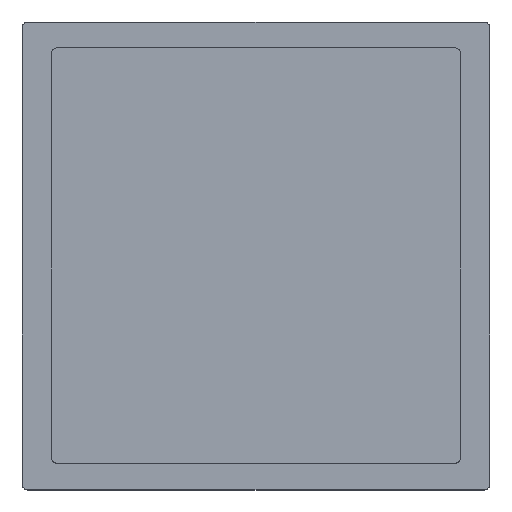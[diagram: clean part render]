
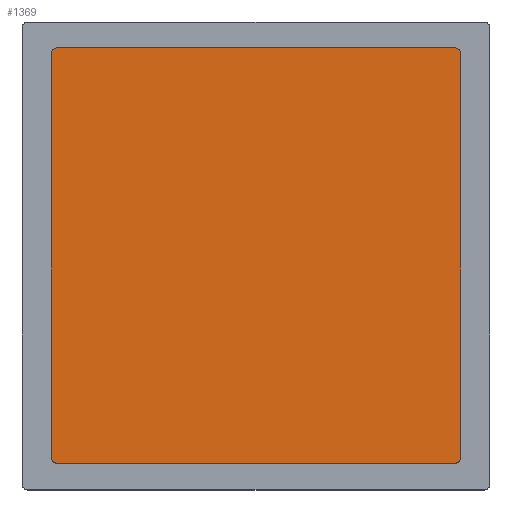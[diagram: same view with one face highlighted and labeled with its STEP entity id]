
A CAD part, top view. The second image highlights one B-rep face of the part: STEP entity #1369.
In plain terms, the highlighted planar face has unit normal (0, 0, 1).
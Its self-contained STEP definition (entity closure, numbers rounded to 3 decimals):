
#54=PLANE('',#1593);
#116=FACE_OUTER_BOUND('',#202,.T.);
#202=EDGE_LOOP('',(#993,#994,#995,#996,#997,#998,#999,#1000));
#297=LINE('',#2265,#425);
#298=LINE('',#2269,#426);
#299=LINE('',#2273,#427);
#300=LINE('',#2277,#428);
#425=VECTOR('',#1824,10.);
#426=VECTOR('',#1827,10.);
#427=VECTOR('',#1830,10.);
#428=VECTOR('',#1833,10.);
#549=CIRCLE('',#1594,1.);
#550=CIRCLE('',#1595,1.);
#551=CIRCLE('',#1596,1.);
#552=CIRCLE('',#1597,1.);
#625=VERTEX_POINT('',#2263);
#626=VERTEX_POINT('',#2264);
#627=VERTEX_POINT('',#2266);
#628=VERTEX_POINT('',#2268);
#629=VERTEX_POINT('',#2270);
#630=VERTEX_POINT('',#2272);
#631=VERTEX_POINT('',#2274);
#632=VERTEX_POINT('',#2276);
#761=EDGE_CURVE('',#625,#626,#297,.T.);
#762=EDGE_CURVE('',#627,#625,#549,.T.);
#763=EDGE_CURVE('',#628,#627,#298,.T.);
#764=EDGE_CURVE('',#629,#628,#550,.T.);
#765=EDGE_CURVE('',#630,#629,#299,.T.);
#766=EDGE_CURVE('',#631,#630,#551,.T.);
#767=EDGE_CURVE('',#632,#631,#300,.T.);
#768=EDGE_CURVE('',#626,#632,#552,.T.);
#993=ORIENTED_EDGE('',*,*,#761,.F.);
#994=ORIENTED_EDGE('',*,*,#762,.F.);
#995=ORIENTED_EDGE('',*,*,#763,.F.);
#996=ORIENTED_EDGE('',*,*,#764,.F.);
#997=ORIENTED_EDGE('',*,*,#765,.F.);
#998=ORIENTED_EDGE('',*,*,#766,.F.);
#999=ORIENTED_EDGE('',*,*,#767,.F.);
#1000=ORIENTED_EDGE('',*,*,#768,.F.);
#1369=ADVANCED_FACE('',(#116),#54,.T.);
#1593=AXIS2_PLACEMENT_3D('',#2262,#1822,#1823);
#1594=AXIS2_PLACEMENT_3D('',#2267,#1825,#1826);
#1595=AXIS2_PLACEMENT_3D('',#2271,#1828,#1829);
#1596=AXIS2_PLACEMENT_3D('',#2275,#1831,#1832);
#1597=AXIS2_PLACEMENT_3D('',#2278,#1834,#1835);
#1822=DIRECTION('center_axis',(0.,0.,1.));
#1823=DIRECTION('ref_axis',(1.,0.,0.));
#1824=DIRECTION('',(0.,1.,0.));
#1825=DIRECTION('center_axis',(0.,0.,-1.));
#1826=DIRECTION('ref_axis',(1.,0.,0.));
#1827=DIRECTION('',(-1.,0.,0.));
#1828=DIRECTION('center_axis',(0.,0.,-1.));
#1829=DIRECTION('ref_axis',(0.,1.,0.));
#1830=DIRECTION('',(0.,-1.,0.));
#1831=DIRECTION('center_axis',(0.,0.,-1.));
#1832=DIRECTION('ref_axis',(-1.,0.,0.));
#1833=DIRECTION('',(1.,0.,0.));
#1834=DIRECTION('center_axis',(0.,0.,-1.));
#1835=DIRECTION('ref_axis',(0.,-1.,0.));
#2262=CARTESIAN_POINT('Origin',(0.,0.,
46.));
#2263=CARTESIAN_POINT('',(-35.,-34.5,46.));
#2264=CARTESIAN_POINT('',(-35.,34.5,46.));
#2265=CARTESIAN_POINT('',(-35.,-34.5,46.));
#2266=CARTESIAN_POINT('',(-34.,-35.5,46.));
#2267=CARTESIAN_POINT('Origin',(-34.,-34.5,46.));
#2268=CARTESIAN_POINT('',(34.,-35.5,46.));
#2269=CARTESIAN_POINT('',(34.,-35.5,46.));
#2270=CARTESIAN_POINT('',(35.,-34.5,46.));
#2271=CARTESIAN_POINT('Origin',(34.,-34.5,46.));
#2272=CARTESIAN_POINT('',(35.,34.5,46.));
#2273=CARTESIAN_POINT('',(35.,34.5,46.));
#2274=CARTESIAN_POINT('',(34.,35.5,46.));
#2275=CARTESIAN_POINT('Origin',(34.,34.5,46.));
#2276=CARTESIAN_POINT('',(-34.,35.5,46.));
#2277=CARTESIAN_POINT('',(-34.,35.5,46.));
#2278=CARTESIAN_POINT('Origin',(-34.,34.5,46.));
